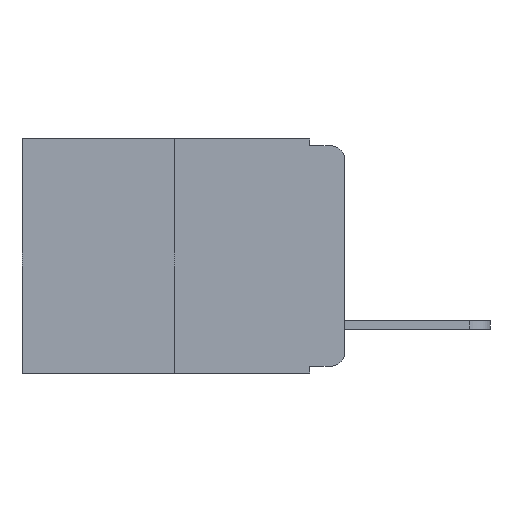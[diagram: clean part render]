
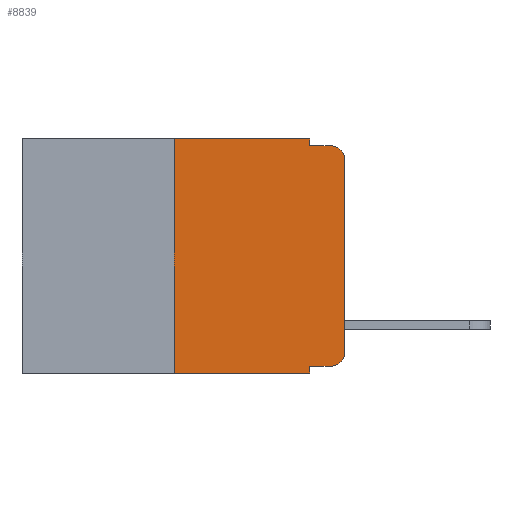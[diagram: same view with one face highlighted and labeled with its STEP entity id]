
A CAD part, left-side view. The second image highlights one B-rep face of the part: STEP entity #8839.
In plain terms, the highlighted planar face has unit normal (-1, 0, 0).
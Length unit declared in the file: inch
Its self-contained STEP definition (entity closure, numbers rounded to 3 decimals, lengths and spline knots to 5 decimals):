
#136 = ORIENTED_EDGE ( 'NONE', *, *, #9947, .F. ) ;
#346 = CARTESIAN_POINT ( 'NONE',  ( 0., 0.02, -0.313 ) ) ;
#505 = CARTESIAN_POINT ( 'NONE',  ( 0., 0.25, -0.343 ) ) ;
#920 = EDGE_CURVE ( 'NONE', #12804, #4228, #14124, .T. ) ;
#946 = EDGE_CURVE ( 'NONE', #6152, #2272, #10447, .T. ) ;
#968 = ORIENTED_EDGE ( 'NONE', *, *, #1795, .F. ) ;
#976 = LINE ( 'NONE', #11281, #14158 ) ;
#1023 = CARTESIAN_POINT ( 'NONE',  ( 0., 0.02, -0.03 ) ) ;
#1074 = DIRECTION ( 'NONE',  ( 0., -1., 0. ) ) ;
#1189 = DIRECTION ( 'NONE',  ( 0., -1., 0. ) ) ;
#1458 = VERTEX_POINT ( 'NONE', #10261 ) ;
#1500 = DIRECTION ( 'NONE',  ( 0., 0., -1. ) ) ;
#1618 = EDGE_CURVE ( 'NONE', #11995, #1458, #10776, .T. ) ;
#1795 = EDGE_CURVE ( 'NONE', #6152, #5425, #10762, .T. ) ;
#2030 = CARTESIAN_POINT ( 'NONE',  ( 0., 0., -0.313 ) ) ;
#2206 = VECTOR ( 'NONE', #4954, 39.37008 ) ;
#2272 = VERTEX_POINT ( 'NONE', #7372 ) ;
#2492 = CARTESIAN_POINT ( 'NONE',  ( 0., 0.051, 0. ) ) ;
#2641 = ORIENTED_EDGE ( 'NONE', *, *, #13338, .T. ) ;
#2769 = EDGE_CURVE ( 'NONE', #8671, #5425, #3586, .T. ) ;
#2983 = EDGE_CURVE ( 'NONE', #2272, #12804, #6160, .T. ) ;
#3019 = LINE ( 'NONE', #3067, #4832 ) ;
#3067 = CARTESIAN_POINT ( 'NONE',  ( 0., 0.051, -0.01 ) ) ;
#3185 = DIRECTION ( 'NONE',  ( 0., 0., -1. ) ) ;
#3309 = VERTEX_POINT ( 'NONE', #8585 ) ;
#3390 = ORIENTED_EDGE ( 'NONE', *, *, #1618, .F. ) ;
#3427 = ORIENTED_EDGE ( 'NONE', *, *, #4733, .F. ) ;
#3561 = ORIENTED_EDGE ( 'NONE', *, *, #7960, .F. ) ;
#3586 = LINE ( 'NONE', #12445, #5557 ) ;
#3812 = CARTESIAN_POINT ( 'NONE',  ( 0., 0.051, 0. ) ) ;
#4228 = VERTEX_POINT ( 'NONE', #5819 ) ;
#4415 = CARTESIAN_POINT ( 'NONE',  ( 0., 0.051, 0. ) ) ;
#4733 = EDGE_CURVE ( 'NONE', #8671, #6667, #976, .T. ) ;
#4832 = VECTOR ( 'NONE', #6574, 39.37008 ) ;
#4954 = DIRECTION ( 'NONE',  ( 0., -1., 0. ) ) ;
#5425 = VERTEX_POINT ( 'NONE', #6183 ) ;
#5498 = DIRECTION ( 'NONE',  ( 1., 0., 0. ) ) ;
#5557 = VECTOR ( 'NONE', #1189, 39.37008 ) ;
#5819 = CARTESIAN_POINT ( 'NONE',  ( 0., 0., -0.03 ) ) ;
#6017 = EDGE_LOOP ( 'NONE', ( #10562, #2641, #3561, #3390, #136, #3427, #6648, #968, #11314, #11078 ) ) ;
#6152 = VERTEX_POINT ( 'NONE', #7237 ) ;
#6160 = CIRCLE ( 'NONE', #6445, 0.02 ) ;
#6183 = CARTESIAN_POINT ( 'NONE',  ( 0., 0.051, -0.343 ) ) ;
#6445 = AXIS2_PLACEMENT_3D ( 'NONE', #346, #9423, #1500 ) ;
#6574 = DIRECTION ( 'NONE',  ( 0., -1., 0. ) ) ;
#6648 = ORIENTED_EDGE ( 'NONE', *, *, #2769, .T. ) ;
#6667 = VERTEX_POINT ( 'NONE', #11394 ) ;
#6840 = DIRECTION ( 'NONE',  ( 0., 0., -1. ) ) ;
#6878 = VECTOR ( 'NONE', #6909, 39.37008 ) ;
#6909 = DIRECTION ( 'NONE',  ( 0., 0., 1. ) ) ;
#7096 = CARTESIAN_POINT ( 'NONE',  ( 0., 0.051, -0.333 ) ) ;
#7151 = DIRECTION ( 'NONE',  ( 0., 0., -1. ) ) ;
#7237 = CARTESIAN_POINT ( 'NONE',  ( 0., 0.051, -0.333 ) ) ;
#7372 = CARTESIAN_POINT ( 'NONE',  ( 0., 0.02, -0.333 ) ) ;
#7960 = EDGE_CURVE ( 'NONE', #1458, #3309, #3019, .T. ) ;
#8198 = FACE_OUTER_BOUND ( 'NONE', #6017, .T. ) ;
#8312 = VECTOR ( 'NONE', #1074, 39.37008 ) ;
#8585 = CARTESIAN_POINT ( 'NONE',  ( 0., 0.02, -0.01 ) ) ;
#8671 = VERTEX_POINT ( 'NONE', #505 ) ;
#8839 = ADVANCED_FACE ( 'NONE', ( #8198 ), #14580, .F. ) ;
#9133 = CARTESIAN_POINT ( 'NONE',  ( 0., 0.473, 0. ) ) ;
#9404 = DIRECTION ( 'NONE',  ( 0., 0., -1. ) ) ;
#9423 = DIRECTION ( 'NONE',  ( -1., 0., 0. ) ) ;
#9947 = EDGE_CURVE ( 'NONE', #6667, #11995, #11686, .T. ) ;
#10022 = CARTESIAN_POINT ( 'NONE',  ( 0., 0.473, 0. ) ) ;
#10135 = DIRECTION ( 'NONE',  ( -1., 0., 0. ) ) ;
#10261 = CARTESIAN_POINT ( 'NONE',  ( 0., 0.051, -0.01 ) ) ;
#10447 = LINE ( 'NONE', #7096, #2206 ) ;
#10562 = ORIENTED_EDGE ( 'NONE', *, *, #920, .T. ) ;
#10762 = LINE ( 'NONE', #2492, #13395 ) ;
#10776 = LINE ( 'NONE', #3812, #11652 ) ;
#11012 = AXIS2_PLACEMENT_3D ( 'NONE', #1023, #10135, #6840 ) ;
#11078 = ORIENTED_EDGE ( 'NONE', *, *, #2983, .T. ) ;
#11281 = CARTESIAN_POINT ( 'NONE',  ( 0., 0.25, 0. ) ) ;
#11314 = ORIENTED_EDGE ( 'NONE', *, *, #946, .T. ) ;
#11394 = CARTESIAN_POINT ( 'NONE',  ( 0., 0.25, 0. ) ) ;
#11652 = VECTOR ( 'NONE', #7151, 39.37008 ) ;
#11686 = LINE ( 'NONE', #9133, #8312 ) ;
#11995 = VERTEX_POINT ( 'NONE', #4415 ) ;
#12445 = CARTESIAN_POINT ( 'NONE',  ( 0., 0.473, -0.343 ) ) ;
#12804 = VERTEX_POINT ( 'NONE', #2030 ) ;
#13338 = EDGE_CURVE ( 'NONE', #4228, #3309, #14748, .T. ) ;
#13395 = VECTOR ( 'NONE', #9404, 39.37008 ) ;
#13531 = DIRECTION ( 'NONE',  ( 0., 0., 1. ) ) ;
#13595 = CARTESIAN_POINT ( 'NONE',  ( 0., 0., 0. ) ) ;
#14124 = LINE ( 'NONE', #13595, #6878 ) ;
#14158 = VECTOR ( 'NONE', #13531, 39.37008 ) ;
#14202 = AXIS2_PLACEMENT_3D ( 'NONE', #10022, #5498, #3185 ) ;
#14580 = PLANE ( 'NONE',  #14202 ) ;
#14748 = CIRCLE ( 'NONE', #11012, 0.02 ) ;
